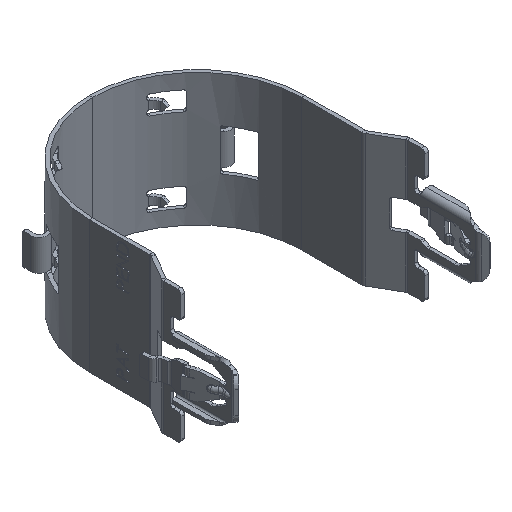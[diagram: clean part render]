
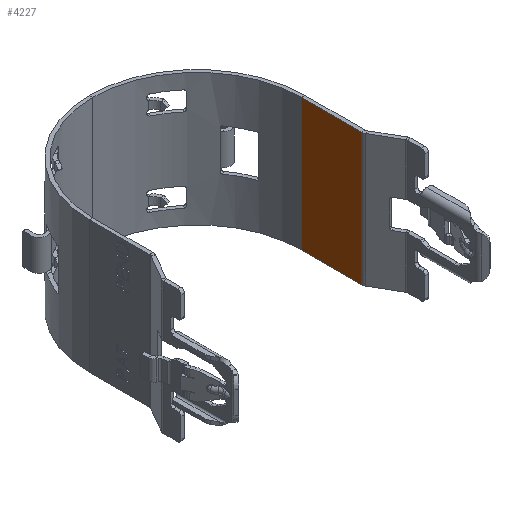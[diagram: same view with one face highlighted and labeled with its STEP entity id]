
A CAD part, isometric view. The second image highlights one B-rep face of the part: STEP entity #4227.
In plain terms, the highlighted planar face has unit normal (-1, 0, 0).
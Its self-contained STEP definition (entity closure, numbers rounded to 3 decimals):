
#19 = CARTESIAN_POINT ( 'NONE',  ( 29.997, -29.985, -7. ) ) ;
#901 = CARTESIAN_POINT ( 'NONE',  ( 29.997, -47.34, -19. ) ) ;
#1953 = VECTOR ( 'NONE', #24534, 1000. ) ;
#2103 = EDGE_CURVE ( 'Edge57', #39743, #12045, #38318, .T. ) ;
#4227 = ADVANCED_FACE ( 'NONE', ( #8280 ), #11144, .T. ) ;
#5299 = EDGE_LOOP ( 'NONE', ( #6803, #40227, #15806, #35749 ) ) ;
#5722 = VERTEX_POINT ( 'NONE', #29695 ) ;
#6803 = ORIENTED_EDGE ( 'NONE', *, *, #17089, .F. ) ;
#8280 = FACE_OUTER_BOUND ( 'NONE', #5299, .T. ) ;
#8342 = VERTEX_POINT ( 'NONE', #901 ) ;
#9048 = VECTOR ( 'NONE', #23375, 1000. ) ;
#9308 = VECTOR ( 'NONE', #19893, 1000. ) ;
#9990 = LINE ( 'NONE', #19, #17504 ) ;
#10510 = LINE ( 'NONE', #19500, #9048 ) ;
#11144 = PLANE ( 'NONE',  #16950 ) ;
#12045 = VERTEX_POINT ( 'NONE', #22244 ) ;
#15806 = ORIENTED_EDGE ( 'NONE', *, *, #24456, .T. ) ;
#16950 = AXIS2_PLACEMENT_3D ( 'NONE', #32600, #33009, #36486 ) ;
#17089 = EDGE_CURVE ( 'NONE', #5722, #39743, #9990, .T. ) ;
#17504 = VECTOR ( 'NONE', #19179, 1000. ) ;
#19179 = DIRECTION ( 'NONE',  ( 0., 0., 1. ) ) ;
#19500 = CARTESIAN_POINT ( 'NONE',  ( 29.997, 95.886, -19. ) ) ;
#19893 = DIRECTION ( 'NONE',  ( 0., -1., 0. ) ) ;
#20098 = CARTESIAN_POINT ( 'NONE',  ( 29.997, 95.886, 19. ) ) ;
#21222 = CARTESIAN_POINT ( 'NONE',  ( 29.997, -29.985, 19. ) ) ;
#22244 = CARTESIAN_POINT ( 'NONE',  ( 29.997, -47.34, 19. ) ) ;
#23375 = DIRECTION ( 'NONE',  ( 0., 1., 0. ) ) ;
#24456 = EDGE_CURVE ( 'NONE', #8342, #12045, #40085, .T. ) ;
#24534 = DIRECTION ( 'NONE',  ( 0., 0., 1. ) ) ;
#27081 = EDGE_CURVE ( 'NONE', #8342, #5722, #10510, .T. ) ;
#29695 = CARTESIAN_POINT ( 'NONE',  ( 29.997, -29.985, -19. ) ) ;
#31477 = CARTESIAN_POINT ( 'NONE',  ( 29.997, -47.34, -7. ) ) ;
#32600 = CARTESIAN_POINT ( 'NONE',  ( 29.997, -78.979, -7. ) ) ;
#33009 = DIRECTION ( 'NONE',  ( -1., 0., 0. ) ) ;
#35749 = ORIENTED_EDGE ( 'NONE', *, *, #2103, .F. ) ;
#36486 = DIRECTION ( 'NONE',  ( 0., 0., -1. ) ) ;
#38318 = LINE ( 'NONE', #20098, #9308 ) ;
#39743 = VERTEX_POINT ( 'NONE', #21222 ) ;
#40085 = LINE ( 'NONE', #31477, #1953 ) ;
#40227 = ORIENTED_EDGE ( 'NONE', *, *, #27081, .F. ) ;
